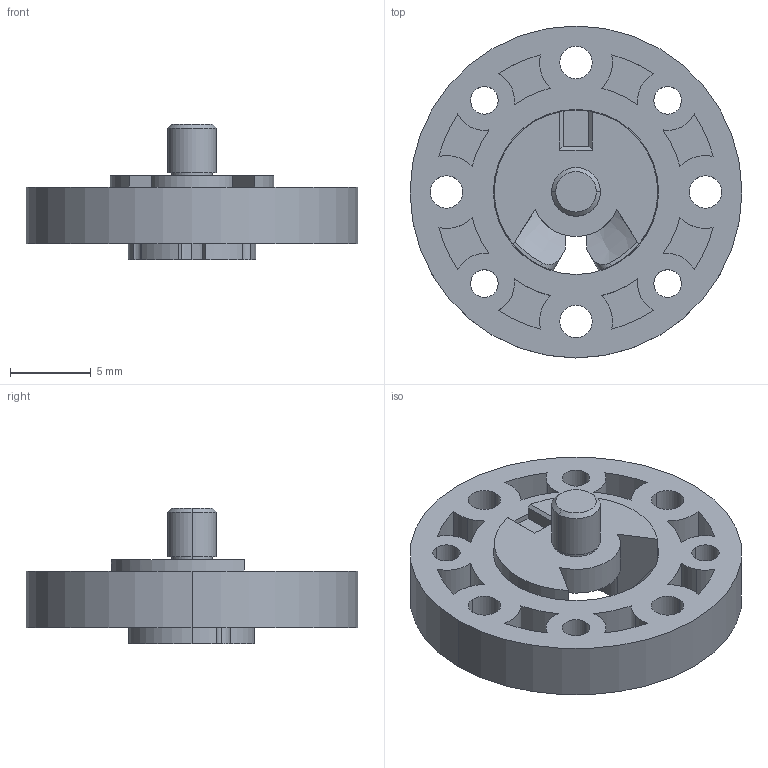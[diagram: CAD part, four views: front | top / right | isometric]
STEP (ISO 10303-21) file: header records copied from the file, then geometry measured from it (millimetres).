
FILE_DESCRIPTION (( 'STEP AP203' ), '1' );
FILE_NAME ('Robotis_HN11_I101.STEP', '2024-09-05T20:27:46', ( '' ), ( '' ), 'SwSTEP 2.0', 'SolidWorks 2024', '' );
FILE_SCHEMA (( 'CONFIG_CONTROL_DESIGN' ));
Length unit declared in the file: millimetre
Products named in the file (1): Robotis_HN11_I101
Bounding box: 20.5 x 20.5 x 8.4 mm (x, y, z)
Volume: 919.2 mm3; surface area: 1578.2 mm2
Topology: 3 solids, 3 shells, 179 faces, 461 edges, 299 vertices
Faces by surface type: cylinder 104, plane 49, cone 26
Entity records: 5708 total; most frequent: DIRECTION 1051, CARTESIAN_POINT 1036, ORIENTED_EDGE 922, EDGE_CURVE 461, AXIS2_PLACEMENT_3D 426, VERTEX_POINT 299, CIRCLE 246, EDGE_LOOP 210
